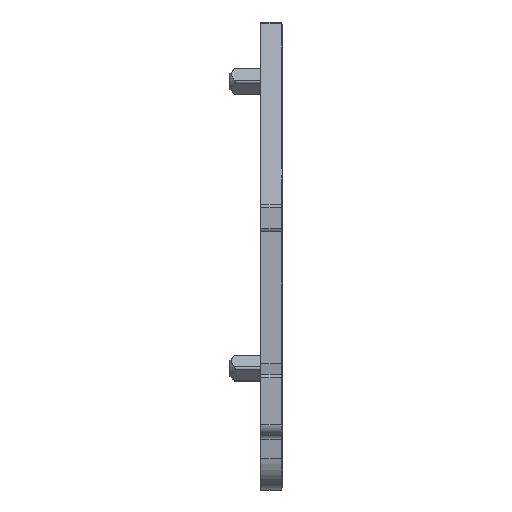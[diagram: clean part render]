
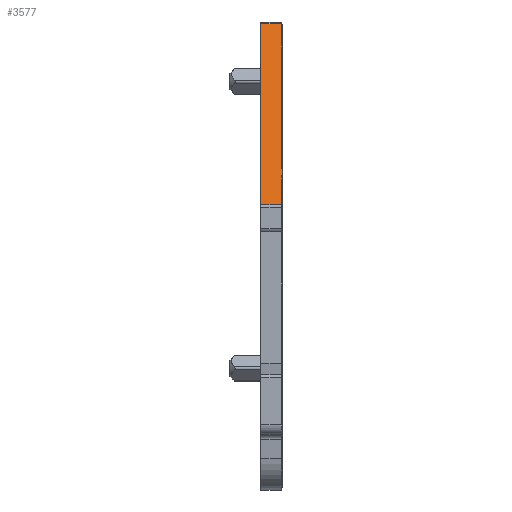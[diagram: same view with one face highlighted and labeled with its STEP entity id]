
A CAD part, front view. The second image highlights one B-rep face of the part: STEP entity #3577.
In plain terms, the highlighted planar face has unit normal (0, -0.574, 0.819).
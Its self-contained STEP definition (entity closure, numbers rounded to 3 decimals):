
#3560=AXIS2_PLACEMENT_3D('Plane Axis2P3D',#3557,#3558,#3559) ;
#580=CARTESIAN_POINT('Vertex',(3.,1.266,27.92)) ;
#583=CARTESIAN_POINT('Line Origine',(3.,13.887,36.758)) ;
#587=CARTESIAN_POINT('Vertex',(3.,26.508,45.595)) ;
#814=CARTESIAN_POINT('Line Origine',(4.05,26.508,45.595)) ;
#818=CARTESIAN_POINT('Vertex',(5.05,26.508,45.595)) ;
#844=CARTESIAN_POINT('Vertex',(5.05,1.266,27.92)) ;
#847=CARTESIAN_POINT('Line Origine',(4.025,1.266,27.92)) ;
#2049=CARTESIAN_POINT('Line Origine',(5.05,16.384,38.506)) ;
#2053=CARTESIAN_POINT('Vertex',(5.05,6.261,31.417)) ;
#2405=CARTESIAN_POINT('Vertex',(5.05,5.261,30.717)) ;
#2408=CARTESIAN_POINT('Line Origine',(5.05,3.263,29.319)) ;
#3502=CARTESIAN_POINT('Line Origine',(5.075,6.261,31.417)) ;
#3506=CARTESIAN_POINT('Vertex',(5.1,6.261,31.417)) ;
#3530=CARTESIAN_POINT('Vertex',(5.1,5.261,30.717)) ;
#3533=CARTESIAN_POINT('Line Origine',(5.075,5.261,30.717)) ;
#3557=CARTESIAN_POINT('Axis2P3D Location',(3.,26.508,45.595)) ;
#3562=CARTESIAN_POINT('Line Origine',(5.1,5.761,31.067)) ;
#584=DIRECTION('Vector Direction',(0.,-0.819,-0.574)) ;
#815=DIRECTION('Vector Direction',(1.,0.,0.)) ;
#848=DIRECTION('Vector Direction',(1.,0.,0.)) ;
#2050=DIRECTION('Vector Direction',(0.,-0.819,-0.574)) ;
#2409=DIRECTION('Vector Direction',(0.,-0.819,-0.574)) ;
#3503=DIRECTION('Vector Direction',(1.,0.,0.)) ;
#3534=DIRECTION('Vector Direction',(1.,0.,0.)) ;
#3558=DIRECTION('Axis2P3D Direction',(0.,-0.574,0.819)) ;
#3559=DIRECTION('Axis2P3D XDirection',(0.,-0.819,-0.574)) ;
#3563=DIRECTION('Vector Direction',(0.,-0.819,-0.574)) ;
#585=VECTOR('Line Direction',#584,1.) ;
#816=VECTOR('Line Direction',#815,1.) ;
#849=VECTOR('Line Direction',#848,1.) ;
#2051=VECTOR('Line Direction',#2050,1.) ;
#2410=VECTOR('Line Direction',#2409,1.) ;
#3504=VECTOR('Line Direction',#3503,1.) ;
#3535=VECTOR('Line Direction',#3534,1.) ;
#3564=VECTOR('Line Direction',#3563,1.) ;
#3568=ORIENTED_EDGE('',*,*,#2412,.F.) ;
#3569=ORIENTED_EDGE('',*,*,#3537,.T.) ;
#3570=ORIENTED_EDGE('',*,*,#3566,.F.) ;
#3571=ORIENTED_EDGE('',*,*,#3508,.F.) ;
#3572=ORIENTED_EDGE('',*,*,#2055,.F.) ;
#3573=ORIENTED_EDGE('',*,*,#820,.F.) ;
#3574=ORIENTED_EDGE('',*,*,#589,.T.) ;
#3575=ORIENTED_EDGE('',*,*,#851,.T.) ;
#3577=ADVANCED_FACE('AEP_ITB_16_BB_2C_PLM001785',(#3576),#3561,.T.) ;
#589=EDGE_CURVE('',#588,#581,#586,.T.) ;
#820=EDGE_CURVE('',#588,#819,#817,.T.) ;
#851=EDGE_CURVE('',#581,#845,#850,.T.) ;
#2055=EDGE_CURVE('',#819,#2054,#2052,.T.) ;
#2412=EDGE_CURVE('',#2406,#845,#2411,.T.) ;
#3508=EDGE_CURVE('',#2054,#3507,#3505,.T.) ;
#3537=EDGE_CURVE('',#2406,#3531,#3536,.T.) ;
#3566=EDGE_CURVE('',#3507,#3531,#3565,.T.) ;
#3567=EDGE_LOOP('',(#3568,#3569,#3570,#3571,#3572,#3573,#3574,#3575)) ;
#3576=FACE_OUTER_BOUND('',#3567,.T.) ;
#586=LINE('Line',#583,#585) ;
#817=LINE('Line',#814,#816) ;
#850=LINE('Line',#847,#849) ;
#2052=LINE('Line',#2049,#2051) ;
#2411=LINE('Line',#2408,#2410) ;
#3505=LINE('Line',#3502,#3504) ;
#3536=LINE('Line',#3533,#3535) ;
#3565=LINE('Line',#3562,#3564) ;
#3561=PLANE('',#3560) ;
#581=VERTEX_POINT('',#580) ;
#588=VERTEX_POINT('',#587) ;
#819=VERTEX_POINT('',#818) ;
#845=VERTEX_POINT('',#844) ;
#2054=VERTEX_POINT('',#2053) ;
#2406=VERTEX_POINT('',#2405) ;
#3507=VERTEX_POINT('',#3506) ;
#3531=VERTEX_POINT('',#3530) ;
